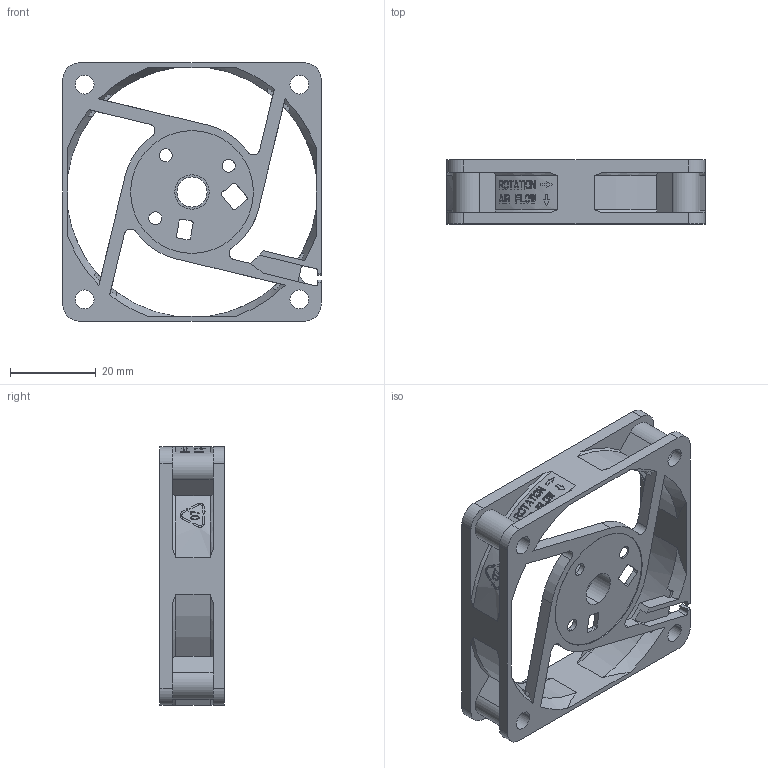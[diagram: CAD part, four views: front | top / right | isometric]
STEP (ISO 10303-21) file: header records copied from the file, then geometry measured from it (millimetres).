
FILE_DESCRIPTION((''),'2;1');
FILE_NAME('6015SK-B','2024-12-05T',('Administrator'),(''),'PRO/ENGINEER BY PARAMETRIC TECHNOLOGY CORPORATION, 2010280','PRO/ENGINEER BY PARAMETRIC TECHNOLOGY CORPORATION, 2010280','');
FILE_SCHEMA(('CONFIG_CONTROL_DESIGN','SHAPE_APPEARANCE_LAYERS_GROUPS'));
Length unit declared in the file: millimetre
Products named in the file (1): 6015SK-B
Bounding box: 60.2 x 15 x 60.2 mm (x, y, z)
Volume: 9575.7 mm3; surface area: 13175.7 mm2
Topology: 1 solids, 1 shells, 924 faces, 2608 edges, 1734 vertices
Faces by surface type: plane 730, cylinder 142, cone 38, torus 8, extrusion 6
Entity records: 30391 total; most frequent: CARTESIAN_POINT 7332, ORIENTED_EDGE 5216, DIRECTION 4089, EDGE_CURVE 2608, VERTEX_POINT 1734, AXIS2_PLACEMENT_3D 1428, VECTOR 1233, LINE 1227
